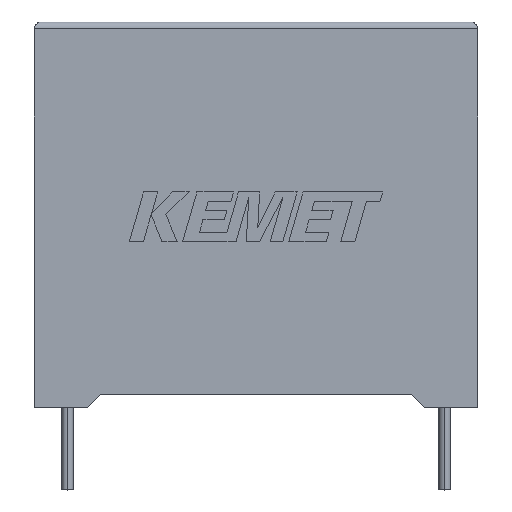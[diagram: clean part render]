
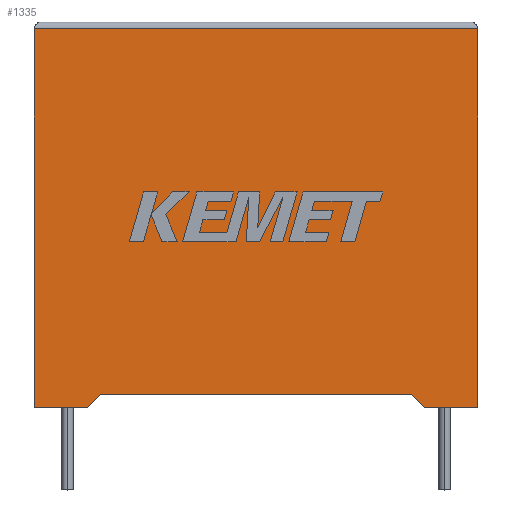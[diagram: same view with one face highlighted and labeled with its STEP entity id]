
A CAD part, top view. The second image highlights one B-rep face of the part: STEP entity #1335.
In plain terms, the highlighted planar face has unit normal (0, 0, 1).
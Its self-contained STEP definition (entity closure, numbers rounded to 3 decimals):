
#83 = CARTESIAN_POINT ( 'NONE',  ( 3.9, 0., 14.2 ) ) ;
#116 = VERTEX_POINT ( 'NONE', #2167 ) ;
#121 = LINE ( 'NONE', #593, #444 ) ;
#135 = LINE ( 'NONE', #1100, #1641 ) ;
#224 = ORIENTED_EDGE ( 'NONE', *, *, #486, .T. ) ;
#264 = EDGE_CURVE ( 'NONE', #2804, #819, #121, .T. ) ;
#293 = VECTOR ( 'NONE', #316, 1000. ) ;
#296 = DIRECTION ( 'NONE',  ( 0., 0., -1. ) ) ;
#316 = DIRECTION ( 'NONE',  ( -0.679, -0.734, 0. ) ) ;
#332 = ORIENTED_EDGE ( 'NONE', *, *, #2829, .T. ) ;
#345 = VECTOR ( 'NONE', #2217, 1000. ) ;
#443 = ORIENTED_EDGE ( 'NONE', *, *, #521, .T. ) ;
#444 = VECTOR ( 'NONE', #1083, 1000. ) ;
#486 = EDGE_CURVE ( 'NONE', #116, #2688, #2016, .T. ) ;
#521 = EDGE_CURVE ( 'NONE', #3050, #2944, #1162, .T. ) ;
#562 = CARTESIAN_POINT ( 'NONE',  ( 27.503, 0.969, 14.2 ) ) ;
#593 = CARTESIAN_POINT ( 'NONE',  ( 16.15, 0.969, 14.2 ) ) ;
#603 = VECTOR ( 'NONE', #2472, 1000. ) ;
#657 = EDGE_LOOP ( 'NONE', ( #1755, #443, #332, #2060, #2623, #1057, #1948, #224 ) ) ;
#707 = EDGE_CURVE ( 'NONE', #819, #2017, #1041, .T. ) ;
#768 = EDGE_CURVE ( 'NONE', #2688, #3050, #893, .T. ) ;
#770 = CARTESIAN_POINT ( 'NONE',  ( 32.3, 27.6, 14.2 ) ) ;
#819 = VERTEX_POINT ( 'NONE', #1373 ) ;
#893 = LINE ( 'NONE', #1818, #603 ) ;
#919 = EDGE_CURVE ( 'NONE', #2804, #116, #2369, .T. ) ;
#981 = CARTESIAN_POINT ( 'NONE',  ( 0., 0., 14.2 ) ) ;
#1041 = LINE ( 'NONE', #83, #293 ) ;
#1047 = CARTESIAN_POINT ( 'NONE',  ( 0., 0., 14.2 ) ) ;
#1057 = ORIENTED_EDGE ( 'NONE', *, *, #264, .F. ) ;
#1083 = DIRECTION ( 'NONE',  ( -1., 0., 0. ) ) ;
#1100 = CARTESIAN_POINT ( 'NONE',  ( 0., 0., 14.2 ) ) ;
#1162 = LINE ( 'NONE', #1539, #1884 ) ;
#1216 = CARTESIAN_POINT ( 'NONE',  ( 28.4, 0., 14.2 ) ) ;
#1277 = LINE ( 'NONE', #1047, #2093 ) ;
#1335 = ADVANCED_FACE ( 'NONE', ( #2370 ), #2148, .F. ) ;
#1373 = CARTESIAN_POINT ( 'NONE',  ( 4.797, 0.969, 14.2 ) ) ;
#1426 = CARTESIAN_POINT ( 'NONE',  ( 3.9, 0., 14.2 ) ) ;
#1441 = VERTEX_POINT ( 'NONE', #2056 ) ;
#1446 = CARTESIAN_POINT ( 'NONE',  ( 0., 27.6, 14.2 ) ) ;
#1503 = DIRECTION ( 'NONE',  ( 1., 0., 0. ) ) ;
#1539 = CARTESIAN_POINT ( 'NONE',  ( 0., 27.6, 14.2 ) ) ;
#1641 = VECTOR ( 'NONE', #2031, 1000. ) ;
#1659 = CARTESIAN_POINT ( 'NONE',  ( 32.3, 0., 14.2 ) ) ;
#1674 = DIRECTION ( 'NONE',  ( -1., 0., 0. ) ) ;
#1711 = EDGE_CURVE ( 'NONE', #1441, #2017, #1277, .T. ) ;
#1755 = ORIENTED_EDGE ( 'NONE', *, *, #768, .T. ) ;
#1818 = CARTESIAN_POINT ( 'NONE',  ( 32.3, 0., 14.2 ) ) ;
#1884 = VECTOR ( 'NONE', #2719, 1000. ) ;
#1948 = ORIENTED_EDGE ( 'NONE', *, *, #919, .T. ) ;
#2016 = LINE ( 'NONE', #2696, #345 ) ;
#2017 = VERTEX_POINT ( 'NONE', #1426 ) ;
#2031 = DIRECTION ( 'NONE',  ( 0., -1., 0. ) ) ;
#2056 = CARTESIAN_POINT ( 'NONE',  ( 0., 0., 14.2 ) ) ;
#2060 = ORIENTED_EDGE ( 'NONE', *, *, #1711, .T. ) ;
#2093 = VECTOR ( 'NONE', #1503, 1000. ) ;
#2135 = VECTOR ( 'NONE', #2147, 1000. ) ;
#2147 = DIRECTION ( 'NONE',  ( 0.679, -0.734, 0. ) ) ;
#2148 = PLANE ( 'NONE',  #2613 ) ;
#2167 = CARTESIAN_POINT ( 'NONE',  ( 28.4, 0., 14.2 ) ) ;
#2217 = DIRECTION ( 'NONE',  ( 1., 0., 0. ) ) ;
#2369 = LINE ( 'NONE', #1216, #2135 ) ;
#2370 = FACE_OUTER_BOUND ( 'NONE', #657, .T. ) ;
#2472 = DIRECTION ( 'NONE',  ( 0., 1., 0. ) ) ;
#2613 = AXIS2_PLACEMENT_3D ( 'NONE', #981, #296, #1674 ) ;
#2623 = ORIENTED_EDGE ( 'NONE', *, *, #707, .F. ) ;
#2688 = VERTEX_POINT ( 'NONE', #1659 ) ;
#2696 = CARTESIAN_POINT ( 'NONE',  ( 0., 0., 14.2 ) ) ;
#2719 = DIRECTION ( 'NONE',  ( -1., 0., 0. ) ) ;
#2804 = VERTEX_POINT ( 'NONE', #562 ) ;
#2829 = EDGE_CURVE ( 'NONE', #2944, #1441, #135, .T. ) ;
#2944 = VERTEX_POINT ( 'NONE', #1446 ) ;
#3050 = VERTEX_POINT ( 'NONE', #770 ) ;
